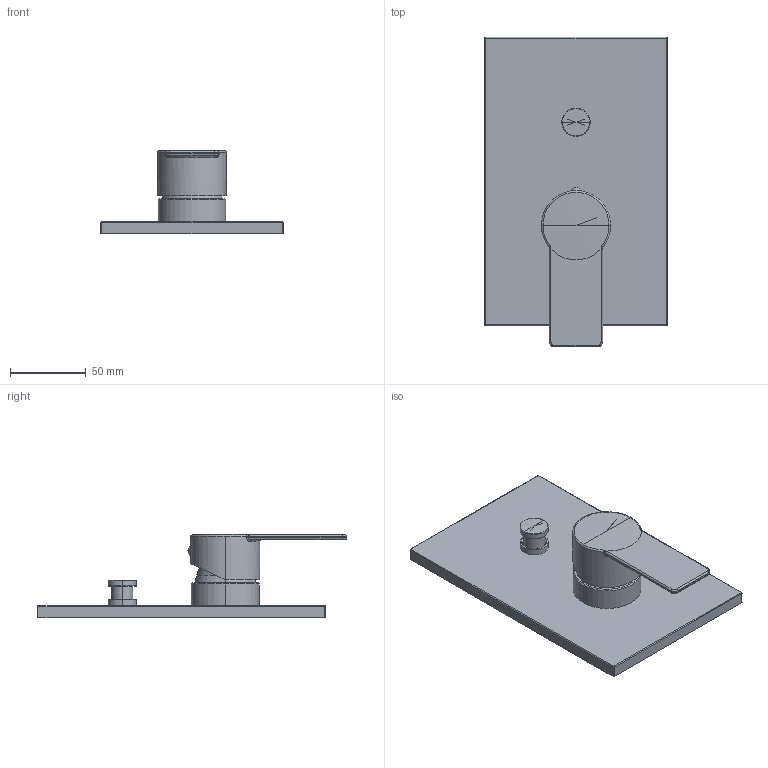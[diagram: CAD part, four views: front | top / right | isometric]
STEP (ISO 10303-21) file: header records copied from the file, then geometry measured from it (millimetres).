
FILE_DESCRIPTION((''),'2;1');
FILE_NAME('TA015CR','2021-01-18T10:04:31',('ut3'),('PAFFONI SpA'),'CREO PARAMETRIC BY PTC INC, 2020044','CREO PARAMETRIC BY PTC INC, 2020044','');
FILE_SCHEMA(('CONFIG_CONTROL_DESIGN','SHAPE_APPEARANCE_LAYERS_GROUPS'));
Length unit declared in the file: millimetre
Products named in the file (1): TA015CR
Bounding box: 120 x 204 x 55.1 mm (x, y, z)
Volume: 215170.5 mm3; surface area: 74316 mm2
Topology: 2 solids, 2 shells, 182 faces, 423 edges, 249 vertices
Faces by surface type: cylinder 67, plane 52, cone 27, torus 15, bspline 15, sphere 6
Entity records: 7560 total; most frequent: CARTESIAN_POINT 2161, DIRECTION 864, ORIENTED_EDGE 834, EDGE_CURVE 417, AXIS2_PLACEMENT_3D 343, VERTEX_POINT 249, EDGE_LOOP 202, FACE_OUTER_BOUND 182
